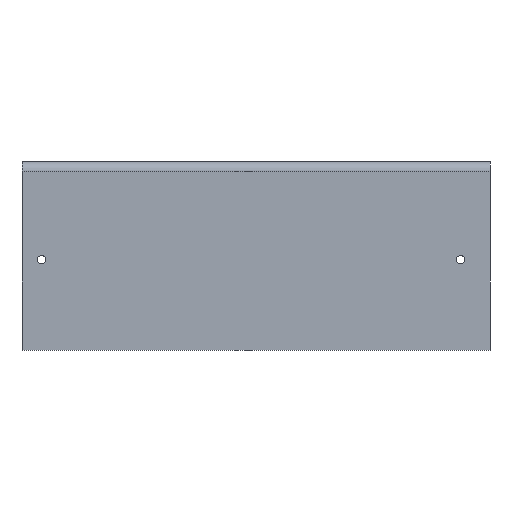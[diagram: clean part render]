
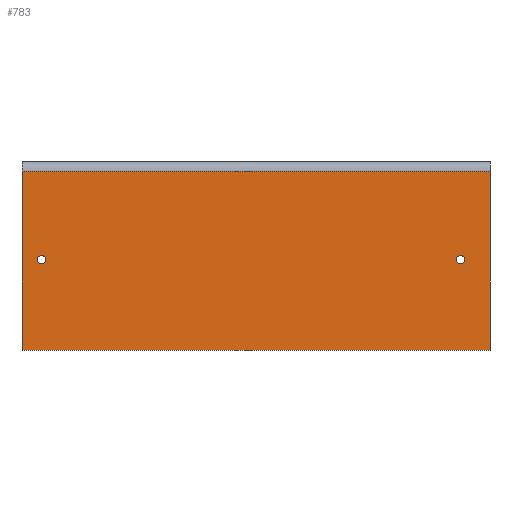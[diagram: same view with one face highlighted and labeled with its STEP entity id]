
A CAD part, front view. The second image highlights one B-rep face of the part: STEP entity #783.
In plain terms, the highlighted planar face has unit normal (0, -1, 0).
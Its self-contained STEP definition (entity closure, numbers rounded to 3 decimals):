
#7 = EDGE_CURVE ( 'NONE', #633, #649, #463, .T. ) ;
#16 = CIRCLE ( 'NONE', #745, 1.7 ) ;
#27 = EDGE_CURVE ( 'NONE', #713, #633, #524, .T. ) ;
#31 = ORIENTED_EDGE ( 'NONE', *, *, #330, .T. ) ;
#40 = EDGE_CURVE ( 'NONE', #426, #647, #492, .T. ) ;
#43 = CARTESIAN_POINT ( 'NONE',  ( 0., 0., -77. ) ) ;
#59 = EDGE_LOOP ( 'NONE', ( #31, #582 ) ) ;
#76 = CARTESIAN_POINT ( 'NONE',  ( 191., 0., -77. ) ) ;
#77 = VECTOR ( 'NONE', #518, 1000. ) ;
#86 = ORIENTED_EDGE ( 'NONE', *, *, #424, .T. ) ;
#88 = CIRCLE ( 'NONE', #689, 1.7 ) ;
#89 = FACE_BOUND ( 'NONE', #242, .T. ) ;
#90 = AXIS2_PLACEMENT_3D ( 'NONE', #805, #241, #670 ) ;
#100 = LINE ( 'NONE', #726, #77 ) ;
#109 = CARTESIAN_POINT ( 'NONE',  ( 191., 0., -4. ) ) ;
#125 = DIRECTION ( 'NONE',  ( -1., 0., 0. ) ) ;
#137 = CARTESIAN_POINT ( 'NONE',  ( 8., 0., -40. ) ) ;
#139 = DIRECTION ( 'NONE',  ( 0., 1., 0. ) ) ;
#142 = VERTEX_POINT ( 'NONE', #808 ) ;
#152 = DIRECTION ( 'NONE',  ( 0., 0., 1. ) ) ;
#158 = PLANE ( 'NONE',  #576 ) ;
#173 = ORIENTED_EDGE ( 'NONE', *, *, #7, .T. ) ;
#200 = VERTEX_POINT ( 'NONE', #347 ) ;
#216 = EDGE_LOOP ( 'NONE', ( #365, #533, #173, #86 ) ) ;
#238 = CIRCLE ( 'NONE', #90, 1.7 ) ;
#241 = DIRECTION ( 'NONE',  ( 0., 1., 0. ) ) ;
#242 = EDGE_LOOP ( 'NONE', ( #403, #446 ) ) ;
#313 = DIRECTION ( 'NONE',  ( 0., -1., 0. ) ) ;
#330 = EDGE_CURVE ( 'NONE', #200, #142, #16, .T. ) ;
#347 = CARTESIAN_POINT ( 'NONE',  ( 179., 0., -38.3 ) ) ;
#365 = ORIENTED_EDGE ( 'NONE', *, *, #693, .T. ) ;
#403 = ORIENTED_EDGE ( 'NONE', *, *, #543, .T. ) ;
#408 = DIRECTION ( 'NONE',  ( 0., 0., -1. ) ) ;
#415 = VERTEX_POINT ( 'NONE', #845 ) ;
#424 = EDGE_CURVE ( 'NONE', #649, #415, #847, .T. ) ;
#426 = VERTEX_POINT ( 'NONE', #850 ) ;
#446 = ORIENTED_EDGE ( 'NONE', *, *, #40, .T. ) ;
#454 = CARTESIAN_POINT ( 'NONE',  ( 8., 0., -38.3 ) ) ;
#463 = LINE ( 'NONE', #43, #480 ) ;
#480 = VECTOR ( 'NONE', #408, 1000. ) ;
#492 = CIRCLE ( 'NONE', #668, 1.7 ) ;
#518 = DIRECTION ( 'NONE',  ( 0., 0., 1. ) ) ;
#524 = LINE ( 'NONE', #109, #731 ) ;
#533 = ORIENTED_EDGE ( 'NONE', *, *, #27, .T. ) ;
#543 = EDGE_CURVE ( 'NONE', #647, #426, #88, .T. ) ;
#549 = DIRECTION ( 'NONE',  ( 0., 0., 1. ) ) ;
#576 = AXIS2_PLACEMENT_3D ( 'NONE', #76, #313, #909 ) ;
#582 = ORIENTED_EDGE ( 'NONE', *, *, #675, .T. ) ;
#633 = VERTEX_POINT ( 'NONE', #744 ) ;
#641 = FACE_OUTER_BOUND ( 'NONE', #216, .T. ) ;
#647 = VERTEX_POINT ( 'NONE', #454 ) ;
#649 = VERTEX_POINT ( 'NONE', #799 ) ;
#665 = CARTESIAN_POINT ( 'NONE',  ( 191., 0., -4. ) ) ;
#667 = FACE_BOUND ( 'NONE', #59, .T. ) ;
#668 = AXIS2_PLACEMENT_3D ( 'NONE', #137, #139, #152 ) ;
#670 = DIRECTION ( 'NONE',  ( 0., 0., 1. ) ) ;
#675 = EDGE_CURVE ( 'NONE', #142, #200, #238, .T. ) ;
#680 = CARTESIAN_POINT ( 'NONE',  ( 179., 0., -40. ) ) ;
#684 = DIRECTION ( 'NONE',  ( 0., 1., 0. ) ) ;
#688 = DIRECTION ( 'NONE',  ( 0., 0., 1. ) ) ;
#689 = AXIS2_PLACEMENT_3D ( 'NONE', #710, #708, #549 ) ;
#693 = EDGE_CURVE ( 'NONE', #415, #713, #100, .T. ) ;
#708 = DIRECTION ( 'NONE',  ( 0., 1., 0. ) ) ;
#710 = CARTESIAN_POINT ( 'NONE',  ( 8., 0., -40. ) ) ;
#713 = VERTEX_POINT ( 'NONE', #665 ) ;
#726 = CARTESIAN_POINT ( 'NONE',  ( 191., 0., -77. ) ) ;
#731 = VECTOR ( 'NONE', #125, 1000. ) ;
#744 = CARTESIAN_POINT ( 'NONE',  ( 0., 0., -4. ) ) ;
#745 = AXIS2_PLACEMENT_3D ( 'NONE', #680, #684, #688 ) ;
#783 = ADVANCED_FACE ( 'NONE', ( #641, #667, #89 ), #158, .T. ) ;
#799 = CARTESIAN_POINT ( 'NONE',  ( 0., 0., -77. ) ) ;
#805 = CARTESIAN_POINT ( 'NONE',  ( 179., 0., -40. ) ) ;
#808 = CARTESIAN_POINT ( 'NONE',  ( 179., 0., -41.7 ) ) ;
#823 = VECTOR ( 'NONE', #852, 1000. ) ;
#832 = CARTESIAN_POINT ( 'NONE',  ( 191., 0., -77. ) ) ;
#845 = CARTESIAN_POINT ( 'NONE',  ( 191., 0., -77. ) ) ;
#847 = LINE ( 'NONE', #832, #823 ) ;
#850 = CARTESIAN_POINT ( 'NONE',  ( 8., 0., -41.7 ) ) ;
#852 = DIRECTION ( 'NONE',  ( 1., 0., 0. ) ) ;
#909 = DIRECTION ( 'NONE',  ( 0., 0., -1. ) ) ;
